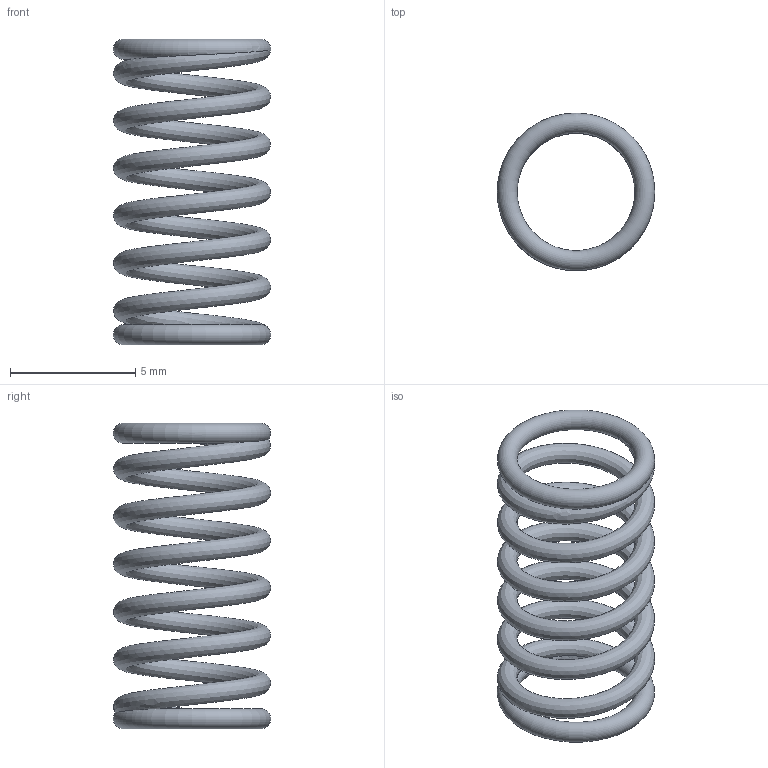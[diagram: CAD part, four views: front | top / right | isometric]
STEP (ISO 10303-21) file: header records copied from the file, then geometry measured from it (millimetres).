
FILE_DESCRIPTION(/* description */ (''),/* implementation_level */ '2;1');
FILE_NAME(/* name */ 'Spring_v7.step',/* time_stamp */ '2023-03-04T11:19:49-05:00',/* author */ (''),/* organization */ (''),/* preprocessor_version */ 'ST-DEVELOPER v19.2',/* originating_system */ 'Autodesk Translation Framework v11.17.0.187',/* authorisation */ '');
FILE_SCHEMA (('AUTOMOTIVE_DESIGN { 1 0 10303 214 3 1 1 }'));
Length unit declared in the file: inch
Products named in the file (1): Spring
Bounding box: 6.29 x 6.29 x 12.19 mm (x, y, z)
Volume: 65.5 mm3; surface area: 321.9 mm2
Topology: 1 solids, 1 shells, 3 faces, 11 edges, 6 vertices
Faces by surface type: torus 2, bspline 1
Entity records: 1124 total; most frequent: CARTESIAN_POINT 990, ORIENTED_EDGE 22, DIRECTION 22, EDGE_CURVE 11, AXIS2_PLACEMENT_3D 11, CIRCLE 8, VERTEX_POINT 6, FACE_OUTER_BOUND 3
